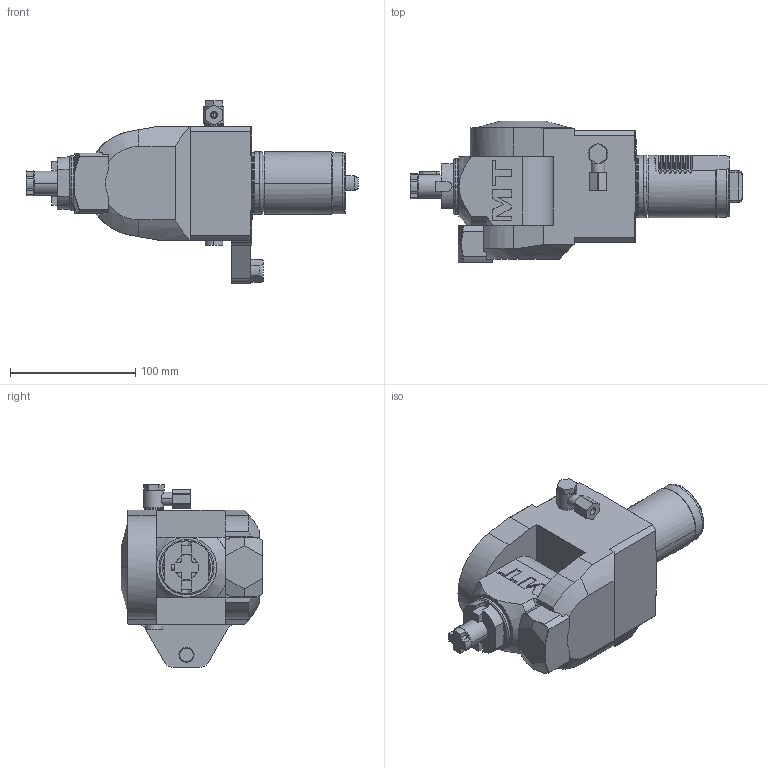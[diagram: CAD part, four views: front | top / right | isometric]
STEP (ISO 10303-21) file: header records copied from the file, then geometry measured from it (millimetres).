
FILE_DESCRIPTION((''),'2;1');
FILE_NAME('MZK0610519_CONF','2024-12-12T11:38:28',('smalpassi'),('M.T. srl'),'CREO PARAMETRIC BY PTC INC, 2023352','CREO PARAMETRIC BY PTC INC, 2023352','');
FILE_SCHEMA(('CONFIG_CONTROL_DESIGN'));
Length unit declared in the file: millimetre
Products named in the file (1): MZK0610519_CONF
Bounding box: 265.05 x 113.2 x 146 mm (x, y, z)
Volume: 1207268.1 mm3; surface area: 102709.3 mm2
Topology: 1 solids, 1 shells, 378 faces, 995 edges, 643 vertices
Faces by surface type: plane 232, cylinder 95, cone 28, torus 13, bspline 4, extrusion 4, sphere 2
Entity records: 12799 total; most frequent: CARTESIAN_POINT 3470, ORIENTED_EDGE 1990, DIRECTION 1858, EDGE_CURVE 995, VERTEX_POINT 643, AXIS2_PLACEMENT_3D 624, VECTOR 610, LINE 606
